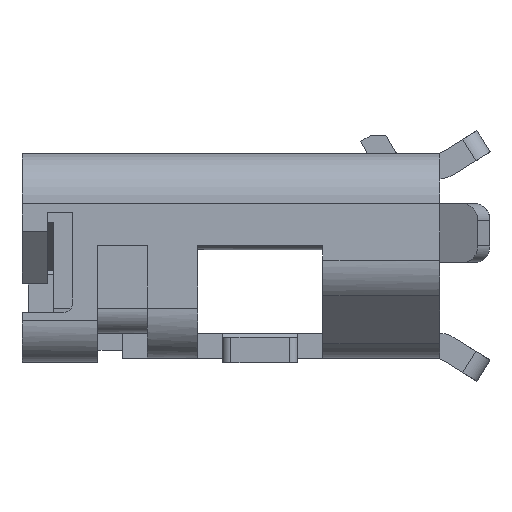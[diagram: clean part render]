
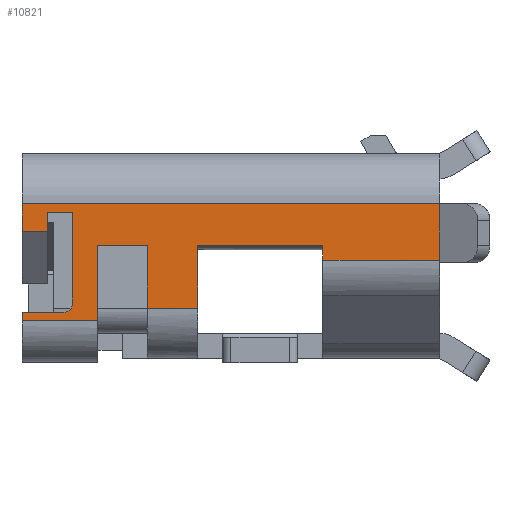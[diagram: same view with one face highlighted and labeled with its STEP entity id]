
A CAD part, left-side view. The second image highlights one B-rep face of the part: STEP entity #10821.
In plain terms, the highlighted planar face has unit normal (-1, 0, 0).
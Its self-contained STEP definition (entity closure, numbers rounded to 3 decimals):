
#350 = VERTEX_POINT ( 'NONE', #2518 ) ;
#357 = VERTEX_POINT ( 'NONE', #2572 ) ;
#375 = EDGE_CURVE ( 'NONE', #11299, #379, #2637, .T. ) ;
#376 = EDGE_CURVE ( 'NONE', #11266, #390, #2632, .T. ) ;
#379 = VERTEX_POINT ( 'NONE', #2624 ) ;
#384 = EDGE_CURVE ( 'NONE', #11296, #11299, #2612, .T. ) ;
#390 = VERTEX_POINT ( 'NONE', #2667 ) ;
#398 = VERTEX_POINT ( 'NONE', #2695 ) ;
#414 = VERTEX_POINT ( 'NONE', #2697 ) ;
#442 = EDGE_CURVE ( 'NONE', #390, #357, #2827, .T. ) ;
#443 = EDGE_CURVE ( 'NONE', #398, #463, #2875, .T. ) ;
#444 = VERTEX_POINT ( 'NONE', #2871 ) ;
#462 = EDGE_CURVE ( 'NONE', #465, #444, #2948, .T. ) ;
#463 = VERTEX_POINT ( 'NONE', #2944 ) ;
#465 = VERTEX_POINT ( 'NONE', #2943 ) ;
#491 = EDGE_CURVE ( 'NONE', #414, #398, #3032, .T. ) ;
#493 = EDGE_CURVE ( 'NONE', #444, #414, #3027, .T. ) ;
#498 = EDGE_CURVE ( 'NONE', #357, #465, #3053, .T. ) ;
#500 = VERTEX_POINT ( 'NONE', #3049 ) ;
#516 = EDGE_CURVE ( 'NONE', #463, #500, #3073, .T. ) ;
#521 = VERTEX_POINT ( 'NONE', #3099 ) ;
#532 = EDGE_CURVE ( 'NONE', #500, #11161, #3177, .T. ) ;
#557 = EDGE_CURVE ( 'NONE', #11240, #521, #3249, .T. ) ;
#2518 = CARTESIAN_POINT ( 'NONE',  ( -3.75, 2.5, 1.57 ) ) ;
#2572 = CARTESIAN_POINT ( 'NONE',  ( -3.75, 2.8, 0.5 ) ) ;
#2609 = DIRECTION ( 'NONE',  ( 0., -1., 0. ) ) ;
#2610 = VECTOR ( 'NONE', #2609, 1000. ) ;
#2611 = CARTESIAN_POINT ( 'NONE',  ( -3.75, 2.8, 1.8 ) ) ;
#2612 = LINE ( 'NONE', #2611, #2610 ) ;
#2624 = CARTESIAN_POINT ( 'NONE',  ( -3.75, 2.2, 0.7 ) ) ;
#2629 = DIRECTION ( 'NONE',  ( 0., 1., 0. ) ) ;
#2630 = VECTOR ( 'NONE', #2629, 1000. ) ;
#2631 = CARTESIAN_POINT ( 'NONE',  ( -3.75, 2.8, 0.6 ) ) ;
#2632 = LINE ( 'NONE', #2631, #2630 ) ;
#2634 = DIRECTION ( 'NONE',  ( 0., 0., -1. ) ) ;
#2635 = VECTOR ( 'NONE', #2634, 1000. ) ;
#2636 = CARTESIAN_POINT ( 'NONE',  ( -3.75, 2.2, 0.65 ) ) ;
#2637 = LINE ( 'NONE', #2636, #2635 ) ;
#2667 = CARTESIAN_POINT ( 'NONE',  ( -3.75, 2.8, 0.6 ) ) ;
#2695 = CARTESIAN_POINT ( 'NONE',  ( -3.75, 1.3, 0.65 ) ) ;
#2697 = CARTESIAN_POINT ( 'NONE',  ( -3.75, 1.3, 1.4 ) ) ;
#2825 = CARTESIAN_POINT ( 'NONE',  ( -3.75, 2.8, 0.65 ) ) ;
#2827 = LINE ( 'NONE', #2825, #2877 ) ;
#2871 = CARTESIAN_POINT ( 'NONE',  ( -3.75, 1.9, 1.4 ) ) ;
#2872 = DIRECTION ( 'NONE',  ( 0., -1., 0. ) ) ;
#2873 = VECTOR ( 'NONE', #2872, 1000. ) ;
#2874 = CARTESIAN_POINT ( 'NONE',  ( -3.75, 2.8, 0.65 ) ) ;
#2875 = LINE ( 'NONE', #2874, #2873 ) ;
#2876 = DIRECTION ( 'NONE',  ( 0., 0., -1. ) ) ;
#2877 = VECTOR ( 'NONE', #2876, 1000. ) ;
#2943 = CARTESIAN_POINT ( 'NONE',  ( -3.75, 1.9, 0.5 ) ) ;
#2944 = CARTESIAN_POINT ( 'NONE',  ( -3.75, 0.7, 0.65 ) ) ;
#2945 = DIRECTION ( 'NONE',  ( 0., 0., 1. ) ) ;
#2946 = VECTOR ( 'NONE', #2945, 1000. ) ;
#2947 = CARTESIAN_POINT ( 'NONE',  ( -3.75, 1.9, 0.65 ) ) ;
#2948 = LINE ( 'NONE', #2947, #2946 ) ;
#3024 = DIRECTION ( 'NONE',  ( 0., -1., 0. ) ) ;
#3025 = VECTOR ( 'NONE', #3024, 1000. ) ;
#3026 = CARTESIAN_POINT ( 'NONE',  ( -3.75, 2.8, 1.4 ) ) ;
#3027 = LINE ( 'NONE', #3026, #3025 ) ;
#3029 = DIRECTION ( 'NONE',  ( 0., 0., -1. ) ) ;
#3030 = VECTOR ( 'NONE', #3029, 1000. ) ;
#3031 = CARTESIAN_POINT ( 'NONE',  ( -3.75, 1.3, 0.65 ) ) ;
#3032 = LINE ( 'NONE', #3031, #3030 ) ;
#3049 = CARTESIAN_POINT ( 'NONE',  ( -3.75, 0.7, 1.4 ) ) ;
#3050 = DIRECTION ( 'NONE',  ( 0., -1., 0. ) ) ;
#3051 = VECTOR ( 'NONE', #3050, 1000. ) ;
#3052 = CARTESIAN_POINT ( 'NONE',  ( -3.75, 2.8, 0.5 ) ) ;
#3053 = LINE ( 'NONE', #3052, #3051 ) ;
#3070 = DIRECTION ( 'NONE',  ( 0., 0., 1. ) ) ;
#3071 = VECTOR ( 'NONE', #3070, 1000. ) ;
#3072 = CARTESIAN_POINT ( 'NONE',  ( -3.75, 0.7, 0.65 ) ) ;
#3073 = LINE ( 'NONE', #3072, #3071 ) ;
#3099 = CARTESIAN_POINT ( 'NONE',  ( -3.75, -2.2, 1.9 ) ) ;
#3174 = DIRECTION ( 'NONE',  ( 0., -1., 0. ) ) ;
#3175 = VECTOR ( 'NONE', #3174, 1000. ) ;
#3176 = CARTESIAN_POINT ( 'NONE',  ( -3.75, 2.8, 1.4 ) ) ;
#3177 = LINE ( 'NONE', #3176, #3175 ) ;
#3246 = DIRECTION ( 'NONE',  ( 0., 0., 1. ) ) ;
#3247 = VECTOR ( 'NONE', #3246, 1000. ) ;
#3248 = CARTESIAN_POINT ( 'NONE',  ( -3.75, -2.2, 0.65 ) ) ;
#3249 = LINE ( 'NONE', #3248, #3247 ) ;
#7293 = DIRECTION ( 'NONE',  ( 0., -1., 0. ) ) ;
#7294 = VECTOR ( 'NONE', #7293, 1000. ) ;
#7295 = CARTESIAN_POINT ( 'NONE',  ( -3.75, 2.8, 1.57 ) ) ;
#7296 = LINE ( 'NONE', #7295, #7294 ) ;
#7358 = CARTESIAN_POINT ( 'NONE',  ( -3.75, 2.8, 1.57 ) ) ;
#7591 = DIRECTION ( 'NONE',  ( 0., 0., 1. ) ) ;
#7592 = VECTOR ( 'NONE', #7591, 1000. ) ;
#7593 = CARTESIAN_POINT ( 'NONE',  ( -3.75, 2.8, 0.65 ) ) ;
#7594 = LINE ( 'NONE', #7593, #7592 ) ;
#7595 = CARTESIAN_POINT ( 'NONE',  ( -3.75, 2.8, 1.9 ) ) ;
#7648 = DIRECTION ( 'NONE',  ( 0., -1., 0. ) ) ;
#7649 = VECTOR ( 'NONE', #7648, 1000. ) ;
#7650 = CARTESIAN_POINT ( 'NONE',  ( -3.75, 2.8, 1.9 ) ) ;
#7651 = LINE ( 'NONE', #7650, #7649 ) ;
#7686 = FACE_OUTER_BOUND ( 'NONE', #10780, .T. ) ;
#7724 = DIRECTION ( 'NONE',  ( 0., 0., 1. ) ) ;
#7725 = DIRECTION ( 'NONE',  ( -1., 0., 0. ) ) ;
#7726 = CARTESIAN_POINT ( 'NONE',  ( -3.75, 2.8, 0.65 ) ) ;
#7727 = AXIS2_PLACEMENT_3D ( 'NONE', #7726, #7725, #7724 ) ;
#7728 = PLANE ( 'NONE',  #7727 ) ;
#8712 = CARTESIAN_POINT ( 'NONE',  ( -3.75, -0.8, 1.4 ) ) ;
#8771 = CARTESIAN_POINT ( 'NONE',  ( -3.75, -0.8, 1.224 ) ) ;
#8790 = DIRECTION ( 'NONE',  ( 0., 0., -1. ) ) ;
#8791 = VECTOR ( 'NONE', #8790, 1000. ) ;
#8792 = CARTESIAN_POINT ( 'NONE',  ( -3.75, -0.8, 0.65 ) ) ;
#8793 = LINE ( 'NONE', #8792, #8791 ) ;
#8855 = DIRECTION ( 'NONE',  ( 0., -1., 0. ) ) ;
#8856 = VECTOR ( 'NONE', #8855, 1000. ) ;
#8857 = CARTESIAN_POINT ( 'NONE',  ( -3.75, 2.8, 1.224 ) ) ;
#8858 = LINE ( 'NONE', #8857, #8856 ) ;
#8879 = CARTESIAN_POINT ( 'NONE',  ( -3.75, -2.2, 1.224 ) ) ;
#8988 = CARTESIAN_POINT ( 'NONE',  ( -3.75, 2.3, 0.6 ) ) ;
#9010 = CARTESIAN_POINT ( 'NONE',  ( -3.75, 2.2, 1.8 ) ) ;
#9012 = CARTESIAN_POINT ( 'NONE',  ( -3.75, 2.5, 1.8 ) ) ;
#9082 = DIRECTION ( 'NONE',  ( 0., 0., 1. ) ) ;
#9083 = DIRECTION ( 'NONE',  ( 1., 0., 0. ) ) ;
#9084 = CARTESIAN_POINT ( 'NONE',  ( -3.75, 2.3, 0.7 ) ) ;
#9085 = AXIS2_PLACEMENT_3D ( 'NONE', #9084, #9083, #9082 ) ;
#9086 = CIRCLE ( 'NONE', #9085, 0.1 ) ;
#9257 = DIRECTION ( 'NONE',  ( 0., 0., 1. ) ) ;
#9258 = VECTOR ( 'NONE', #9257, 1000. ) ;
#9259 = CARTESIAN_POINT ( 'NONE',  ( -3.75, 2.5, 0.65 ) ) ;
#9260 = LINE ( 'NONE', #9259, #9258 ) ;
#10702 = EDGE_CURVE ( 'NONE', #10719, #350, #7296, .T. ) ;
#10704 = ORIENTED_EDGE ( 'NONE', *, *, #10702, .T. ) ;
#10719 = VERTEX_POINT ( 'NONE', #7358 ) ;
#10770 = ORIENTED_EDGE ( 'NONE', *, *, #11226, .T. ) ;
#10777 = ORIENTED_EDGE ( 'NONE', *, *, #557, .T. ) ;
#10780 = EDGE_LOOP ( 'NONE', ( #10818, #10792, #10799, #10770, #10777, #10800, #10788, #10704, #10827, #10826, #10828, #10844, #10831, #10812, #10803, #10838, #10837, #10809, #10833 ) ) ;
#10786 = VERTEX_POINT ( 'NONE', #7595 ) ;
#10788 = ORIENTED_EDGE ( 'NONE', *, *, #10791, .F. ) ;
#10791 = EDGE_CURVE ( 'NONE', #10719, #10786, #7594, .T. ) ;
#10792 = ORIENTED_EDGE ( 'NONE', *, *, #532, .T. ) ;
#10794 = EDGE_CURVE ( 'NONE', #10786, #521, #7651, .T. ) ;
#10799 = ORIENTED_EDGE ( 'NONE', *, *, #11188, .T. ) ;
#10800 = ORIENTED_EDGE ( 'NONE', *, *, #10794, .F. ) ;
#10803 = ORIENTED_EDGE ( 'NONE', *, *, #498, .T. ) ;
#10809 = ORIENTED_EDGE ( 'NONE', *, *, #491, .T. ) ;
#10812 = ORIENTED_EDGE ( 'NONE', *, *, #442, .T. ) ;
#10818 = ORIENTED_EDGE ( 'NONE', *, *, #516, .T. ) ;
#10821 = ADVANCED_FACE ( 'NONE', ( #7686 ), #7728, .T. ) ;
#10826 = ORIENTED_EDGE ( 'NONE', *, *, #384, .T. ) ;
#10827 = ORIENTED_EDGE ( 'NONE', *, *, #11354, .T. ) ;
#10828 = ORIENTED_EDGE ( 'NONE', *, *, #375, .T. ) ;
#10831 = ORIENTED_EDGE ( 'NONE', *, *, #376, .T. ) ;
#10833 = ORIENTED_EDGE ( 'NONE', *, *, #443, .T. ) ;
#10837 = ORIENTED_EDGE ( 'NONE', *, *, #493, .T. ) ;
#10838 = ORIENTED_EDGE ( 'NONE', *, *, #462, .T. ) ;
#10844 = ORIENTED_EDGE ( 'NONE', *, *, #11315, .T. ) ;
#11161 = VERTEX_POINT ( 'NONE', #8712 ) ;
#11180 = VERTEX_POINT ( 'NONE', #8771 ) ;
#11188 = EDGE_CURVE ( 'NONE', #11161, #11180, #8793, .T. ) ;
#11226 = EDGE_CURVE ( 'NONE', #11180, #11240, #8858, .T. ) ;
#11240 = VERTEX_POINT ( 'NONE', #8879 ) ;
#11266 = VERTEX_POINT ( 'NONE', #8988 ) ;
#11296 = VERTEX_POINT ( 'NONE', #9012 ) ;
#11299 = VERTEX_POINT ( 'NONE', #9010 ) ;
#11315 = EDGE_CURVE ( 'NONE', #379, #11266, #9086, .T. ) ;
#11354 = EDGE_CURVE ( 'NONE', #350, #11296, #9260, .T. ) ;
